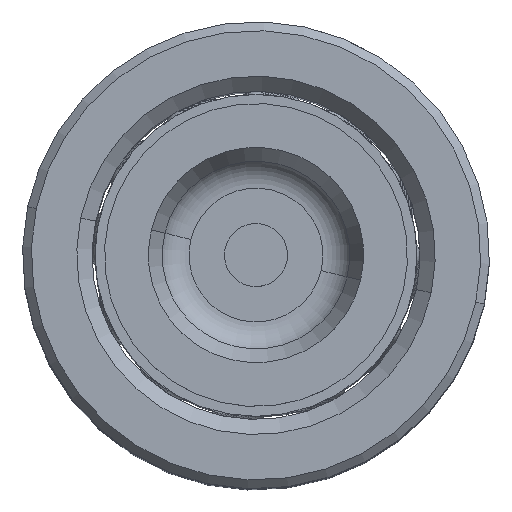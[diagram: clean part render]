
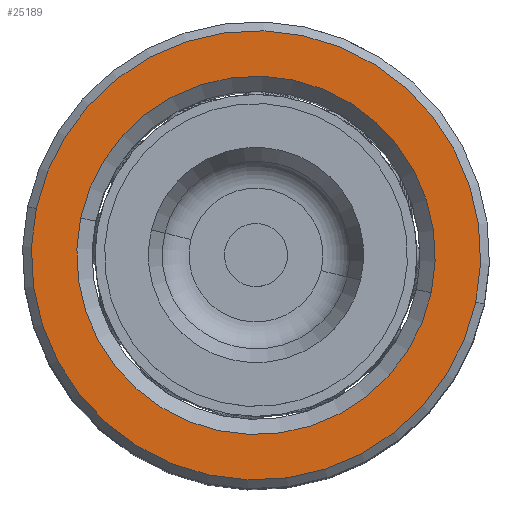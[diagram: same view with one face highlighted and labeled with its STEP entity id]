
A CAD part, top view. The second image highlights one B-rep face of the part: STEP entity #25189.
In plain terms, the highlighted planar face has unit normal (0, 0, 1).
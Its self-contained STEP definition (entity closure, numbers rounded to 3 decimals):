
#118 = EDGE_CURVE ( 'NONE', #16921, #19799, #21012, .T. ) ;
#1360 = PLANE ( 'NONE',  #21384 ) ;
#2698 = CIRCLE ( 'NONE', #6740, 14.2 ) ;
#2958 = ORIENTED_EDGE ( 'NONE', *, *, #118, .T. ) ;
#3957 = CARTESIAN_POINT ( 'NONE',  ( 14.2, 0., 60. ) ) ;
#4957 = CIRCLE ( 'NONE', #23224, 14.2 ) ;
#5495 = DIRECTION ( 'NONE',  ( 1., 0., 0. ) ) ;
#6740 = AXIS2_PLACEMENT_3D ( 'NONE', #19838, #17662, #5495 ) ;
#6780 = AXIS2_PLACEMENT_3D ( 'NONE', #24126, #11844, #26170 ) ;
#7926 = EDGE_CURVE ( 'NONE', #17948, #13139, #2698, .T. ) ;
#8580 = FACE_OUTER_BOUND ( 'NONE', #19409, .T. ) ;
#8651 = DIRECTION ( 'NONE',  ( 0., 0., 1. ) ) ;
#11107 = EDGE_CURVE ( 'NONE', #19799, #16921, #26021, .T. ) ;
#11156 = CARTESIAN_POINT ( 'NONE',  ( 17.8, 0., 60. ) ) ;
#11844 = DIRECTION ( 'NONE',  ( 0., 0., 1. ) ) ;
#12393 = EDGE_LOOP ( 'NONE', ( #18579, #19186 ) ) ;
#13139 = VERTEX_POINT ( 'NONE', #19428 ) ;
#13359 = CARTESIAN_POINT ( 'NONE',  ( -17.8, 0., 60. ) ) ;
#13389 = ORIENTED_EDGE ( 'NONE', *, *, #11107, .T. ) ;
#14029 = AXIS2_PLACEMENT_3D ( 'NONE', #18971, #8651, #17069 ) ;
#15454 = DIRECTION ( 'NONE',  ( 0., 0., -1. ) ) ;
#16921 = VERTEX_POINT ( 'NONE', #11156 ) ;
#17069 = DIRECTION ( 'NONE',  ( 1., 0., 0. ) ) ;
#17662 = DIRECTION ( 'NONE',  ( 0., 0., -1. ) ) ;
#17948 = VERTEX_POINT ( 'NONE', #3957 ) ;
#18579 = ORIENTED_EDGE ( 'NONE', *, *, #7926, .T. ) ;
#18971 = CARTESIAN_POINT ( 'NONE',  ( 0., 0., 60. ) ) ;
#19186 = ORIENTED_EDGE ( 'NONE', *, *, #19809, .T. ) ;
#19409 = EDGE_LOOP ( 'NONE', ( #13389, #2958 ) ) ;
#19428 = CARTESIAN_POINT ( 'NONE',  ( -14.2, 0., 60. ) ) ;
#19799 = VERTEX_POINT ( 'NONE', #13359 ) ;
#19809 = EDGE_CURVE ( 'NONE', #13139, #17948, #4957, .T. ) ;
#19838 = CARTESIAN_POINT ( 'NONE',  ( 0., 0., 60. ) ) ;
#21012 = CIRCLE ( 'NONE', #14029, 17.8 ) ;
#21384 = AXIS2_PLACEMENT_3D ( 'NONE', #23845, #23932, #21718 ) ;
#21718 = DIRECTION ( 'NONE',  ( 1., 0., 0. ) ) ;
#23224 = AXIS2_PLACEMENT_3D ( 'NONE', #25562, #15454, #24124 ) ;
#23845 = CARTESIAN_POINT ( 'NONE',  ( 0., 0., 60. ) ) ;
#23932 = DIRECTION ( 'NONE',  ( 0., 0., 1. ) ) ;
#24124 = DIRECTION ( 'NONE',  ( 1., 0., 0. ) ) ;
#24126 = CARTESIAN_POINT ( 'NONE',  ( 0., 0., 60. ) ) ;
#25189 = ADVANCED_FACE ( 'NONE', ( #8580, #25581 ), #1360, .T. ) ;
#25562 = CARTESIAN_POINT ( 'NONE',  ( 0., 0., 60. ) ) ;
#25581 = FACE_BOUND ( 'NONE', #12393, .T. ) ;
#26021 = CIRCLE ( 'NONE', #6780, 17.8 ) ;
#26170 = DIRECTION ( 'NONE',  ( 1., 0., 0. ) ) ;
